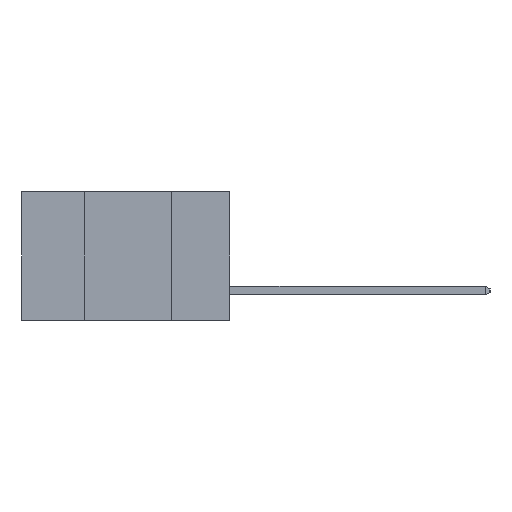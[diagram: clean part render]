
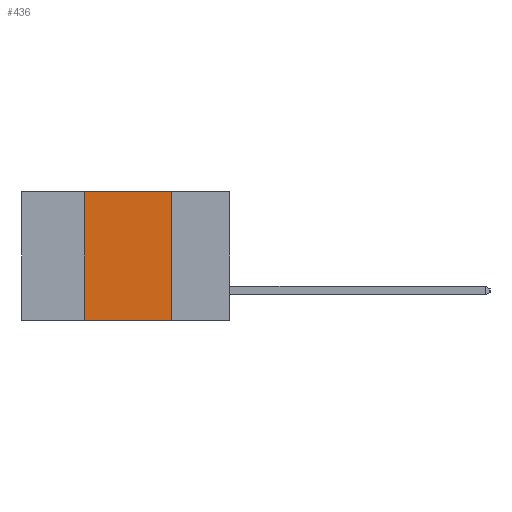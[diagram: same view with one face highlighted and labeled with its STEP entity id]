
A CAD part, left-side view. The second image highlights one B-rep face of the part: STEP entity #436.
In plain terms, the highlighted planar face has unit normal (-1, 0, 0).
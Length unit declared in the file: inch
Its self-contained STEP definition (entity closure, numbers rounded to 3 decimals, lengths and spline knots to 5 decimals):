
#394 = DIRECTION ( 'NONE',  ( 0., 0., -1. ) ) ;
#436 = ADVANCED_FACE ( 'NONE', ( #17033 ), #1196, .F. ) ;
#518 = DIRECTION ( 'NONE',  ( 0., -1., 0. ) ) ;
#621 = DIRECTION ( 'NONE',  ( 1., 0., 0. ) ) ;
#709 = CARTESIAN_POINT ( 'NONE',  ( 0., 0.6, 0. ) ) ;
#1196 = PLANE ( 'NONE',  #12112 ) ;
#2795 = ORIENTED_EDGE ( 'NONE', *, *, #3167, .F. ) ;
#3167 = EDGE_CURVE ( 'NONE', #5895, #16796, #21805, .T. ) ;
#3529 = CARTESIAN_POINT ( 'NONE',  ( 0., 0.17, 0. ) ) ;
#4880 = LINE ( 'NONE', #4883, #18881 ) ;
#4883 = CARTESIAN_POINT ( 'NONE',  ( 0., 0.42, -0.37 ) ) ;
#5303 = EDGE_LOOP ( 'NONE', ( #16892, #2795, #8335, #22595 ) ) ;
#5895 = VERTEX_POINT ( 'NONE', #15107 ) ;
#6736 = DIRECTION ( 'NONE',  ( 0., 0., 1. ) ) ;
#6850 = VECTOR ( 'NONE', #13356, 39.37008 ) ;
#8335 = ORIENTED_EDGE ( 'NONE', *, *, #14208, .F. ) ;
#11106 = VECTOR ( 'NONE', #518, 39.37008 ) ;
#11323 = VECTOR ( 'NONE', #19129, 39.37008 ) ;
#11771 = EDGE_CURVE ( 'NONE', #15477, #12738, #20588, .T. ) ;
#12112 = AXIS2_PLACEMENT_3D ( 'NONE', #709, #621, #394 ) ;
#12738 = VERTEX_POINT ( 'NONE', #16135 ) ;
#13227 = CARTESIAN_POINT ( 'NONE',  ( 0., 0.6, 0. ) ) ;
#13256 = EDGE_CURVE ( 'NONE', #16796, #12738, #16673, .T. ) ;
#13356 = DIRECTION ( 'NONE',  ( 0., -1., 0. ) ) ;
#14208 = EDGE_CURVE ( 'NONE', #15477, #5895, #4880, .T. ) ;
#15107 = CARTESIAN_POINT ( 'NONE',  ( 0., 0.42, 0. ) ) ;
#15477 = VERTEX_POINT ( 'NONE', #20846 ) ;
#15575 = CARTESIAN_POINT ( 'NONE',  ( 0., 0.17, -0.37 ) ) ;
#16135 = CARTESIAN_POINT ( 'NONE',  ( 0., 0.17, -0.37 ) ) ;
#16673 = LINE ( 'NONE', #15575, #11323 ) ;
#16796 = VERTEX_POINT ( 'NONE', #3529 ) ;
#16892 = ORIENTED_EDGE ( 'NONE', *, *, #13256, .F. ) ;
#17033 = FACE_OUTER_BOUND ( 'NONE', #5303, .T. ) ;
#18881 = VECTOR ( 'NONE', #6736, 39.37008 ) ;
#19129 = DIRECTION ( 'NONE',  ( 0., 0., -1. ) ) ;
#20588 = LINE ( 'NONE', #22272, #11106 ) ;
#20846 = CARTESIAN_POINT ( 'NONE',  ( 0., 0.42, -0.37 ) ) ;
#21805 = LINE ( 'NONE', #13227, #6850 ) ;
#22272 = CARTESIAN_POINT ( 'NONE',  ( 0., 0.6, -0.37 ) ) ;
#22595 = ORIENTED_EDGE ( 'NONE', *, *, #11771, .T. ) ;
